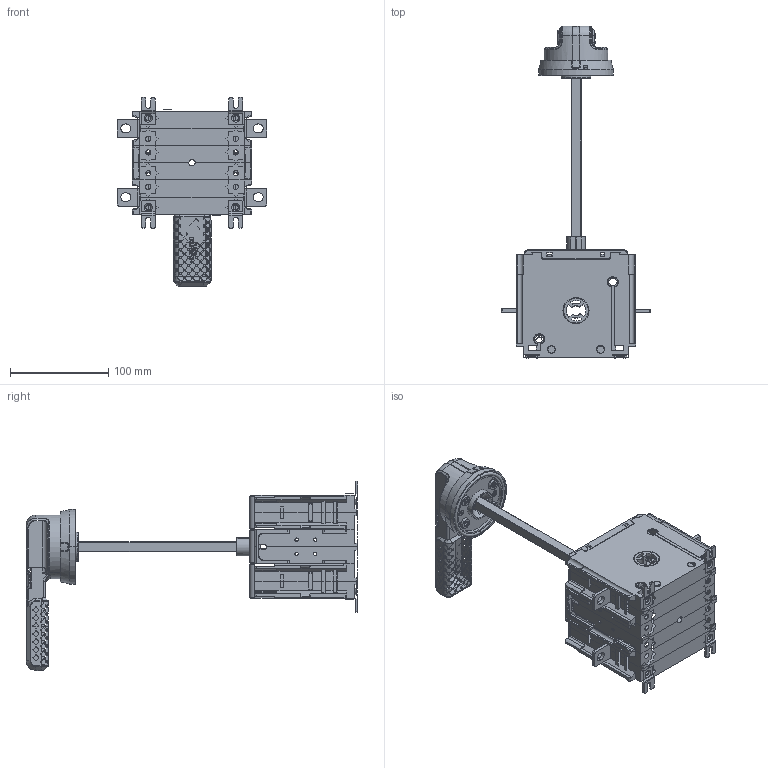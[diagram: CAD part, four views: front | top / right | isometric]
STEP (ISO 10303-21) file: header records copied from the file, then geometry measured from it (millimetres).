
FILE_DESCRIPTION((''),'2;1');
FILE_NAME('CDGNE-250U211ZJ1','2024-06-03T',('youjie.zhu'),(''),'PRO/ENGINEER BY PARAMETRIC TECHNOLOGY CORPORATION, 2015440','PRO/ENGINEER BY PARAMETRIC TECHNOLOGY CORPORATION, 2015440','');
FILE_SCHEMA(('CONFIG_CONTROL_DESIGN'));
Products named in the file (1): CDGNE-250U211ZJ1
Bounding box: 152 x 337.8 x 192.49 mm (x, y, z)
Surface area: 122742.4 mm2 (no closed solid volume)
Topology: 0 solids, 140 shells, 729 faces, 5138 edges, 4440 vertices
Faces by surface type: plane 400, cylinder 186, cone 76, bspline 43, torus 24
Entity records: 57382 total; most frequent: CARTESIAN_POINT 23621, ORIENTED_EDGE 6231, DIRECTION 5350, EDGE_CURVE 5138, VERTEX_POINT 4440, VECTOR 2796, LINE 2796, B_SPLINE_CURVE_WITH_KNOTS 1751
